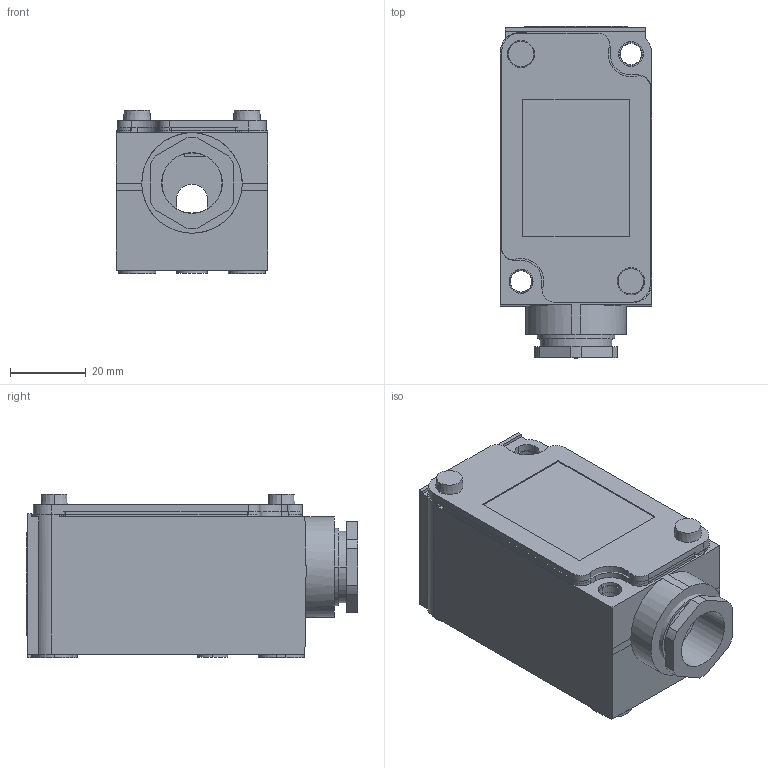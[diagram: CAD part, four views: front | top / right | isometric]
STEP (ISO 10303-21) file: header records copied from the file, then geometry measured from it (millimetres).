
FILE_DESCRIPTION(('STEP AP242'),'1');
FILE_NAME('zc2jc18.stp','2021-06-02T07:23:36',('TraceParts'),('TraceParts S.A.'),'Spatial InterOp 3D',' ',' ');
FILE_SCHEMA(('AP242_MANAGED_MODEL_BASED_3D_ENGINEERING_MIM_LF {1 0 10303 442 1 1 4}'));
Length unit declared in the file: millimetre
Products named in the file (1): zc2jc18_1
Bounding box: 40 x 87.6 x 43.25 mm (x, y, z)
Volume: 51298.9 mm3; surface area: 38544.9 mm2
Topology: 6 solids, 6 shells, 368 faces, 914 edges, 582 vertices
Faces by surface type: plane 158, cylinder 150, cone 52, torus 8
Entity records: 11041 total; most frequent: DIRECTION 2012, CARTESIAN_POINT 1950, ORIENTED_EDGE 1800, EDGE_CURVE 900, AXIS2_PLACEMENT_3D 742, VERTEX_POINT 582, LINE 528, VECTOR 528
